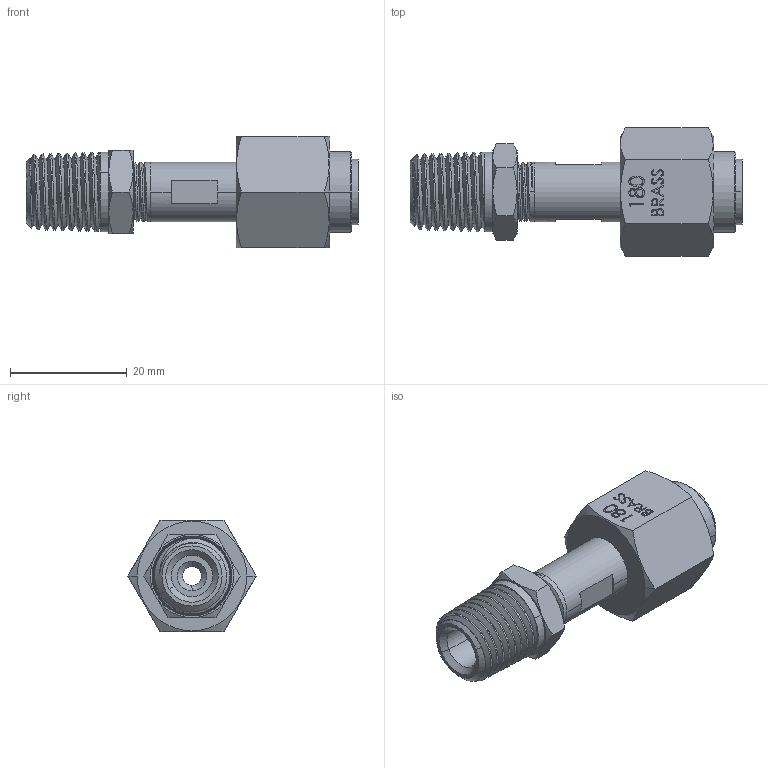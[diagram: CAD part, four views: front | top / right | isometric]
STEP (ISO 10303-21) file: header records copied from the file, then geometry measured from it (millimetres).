
FILE_DESCRIPTION (( 'STEP AP203' ), '1' );
FILE_NAME ('INL-180CH-4M.STEP', '2025-08-27T19:50:45', ( '' ), ( '' ), 'SwSTEP 2.0', 'SolidWorks 2018', '' );
FILE_SCHEMA (( 'CONFIG_CONTROL_DESIGN' ));
Length unit declared in the file: inch
Products named in the file (5): PRT-002017; PRT-000151; INL-180CH-4M; PRT-000461; PRT-001033
Assembly tree (4 placements, depth 2):
  INL-180CH-4M
    PRT-002017
    PRT-000151
    PRT-000461
    PRT-001033
Bounding box: 56.97 x 22 x 19.05 mm (x, y, z)
Volume: 7532.2 mm3; surface area: 6824.2 mm2
Topology: 4 solids, 4 shells, 305 faces, 872 edges, 596 vertices
Faces by surface type: cone 94, plane 88, bspline 83, cylinder 36, torus 4
Entity records: 28462 total; most frequent: CARTESIAN_POINT 20847, ORIENTED_EDGE 1744, DIRECTION 1037, EDGE_CURVE 872, VERTEX_POINT 596, B_SPLINE_CURVE_WITH_KNOTS 410, AXIS2_PLACEMENT_3D 346, LINE 345
